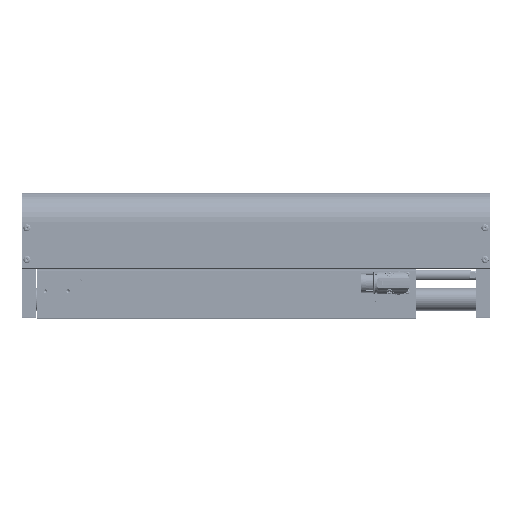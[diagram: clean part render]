
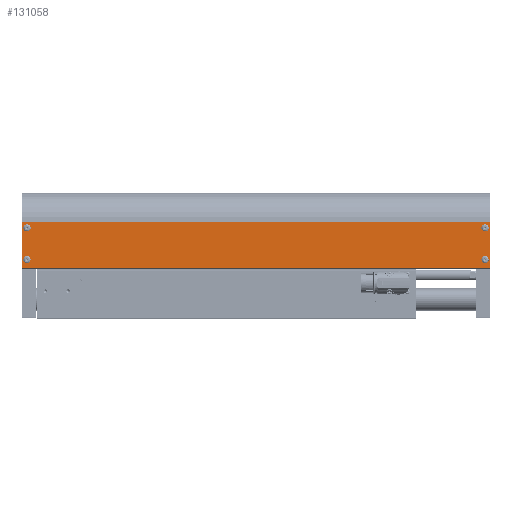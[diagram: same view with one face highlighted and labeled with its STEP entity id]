
A CAD part, top view. The second image highlights one B-rep face of the part: STEP entity #131058.
In plain terms, the highlighted face is planar.
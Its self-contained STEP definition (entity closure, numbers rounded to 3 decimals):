
#3975 = CARTESIAN_POINT ( 'NONE',  ( -32., 0., 517. ) ) ;
#6874 = ORIENTED_EDGE ( 'NONE', *, *, #68359, .F. ) ;
#22320 = FACE_BOUND ( 'NONE', #163923, .T. ) ;
#22748 = CIRCLE ( 'NONE', #82098, 2.4 ) ;
#23324 = FACE_BOUND ( 'NONE', #31397, .T. ) ;
#25949 = VERTEX_POINT ( 'NONE', #127308 ) ;
#26379 = DIRECTION ( 'NONE',  ( 1., 0., 0. ) ) ;
#28168 = EDGE_CURVE ( 'NONE', #101410, #101410, #87968, .T. ) ;
#30959 = DIRECTION ( 'NONE',  ( 0., -1., 0. ) ) ;
#31397 = EDGE_LOOP ( 'NONE', ( #110482 ) ) ;
#33244 = DIRECTION ( 'NONE',  ( -1., 0., 0. ) ) ;
#34034 = LINE ( 'NONE', #3975, #45045 ) ;
#35185 = DIRECTION ( 'NONE',  ( -1., 0., 0. ) ) ;
#36208 = CARTESIAN_POINT ( 'NONE',  ( -32., -42., 512. ) ) ;
#37924 = EDGE_LOOP ( 'NONE', ( #56245 ) ) ;
#39481 = VERTEX_POINT ( 'NONE', #95905 ) ;
#39801 = CARTESIAN_POINT ( 'NONE',  ( -32., 0., 517. ) ) ;
#43590 = DIRECTION ( 'NONE',  ( 0., 0., -1. ) ) ;
#44091 = EDGE_LOOP ( 'NONE', ( #54469 ) ) ;
#44917 = AXIS2_PLACEMENT_3D ( 'NONE', #175284, #33244, #78513 ) ;
#45045 = VECTOR ( 'NONE', #130359, 1000. ) ;
#53783 = ORIENTED_EDGE ( 'NONE', *, *, #94441, .T. ) ;
#54306 = FACE_BOUND ( 'NONE', #37924, .T. ) ;
#54469 = ORIENTED_EDGE ( 'NONE', *, *, #28168, .F. ) ;
#56245 = ORIENTED_EDGE ( 'NONE', *, *, #147315, .F. ) ;
#56654 = DIRECTION ( 'NONE',  ( 0., 0., 1. ) ) ;
#59465 = DIRECTION ( 'NONE',  ( 0., 1., 0. ) ) ;
#64779 = EDGE_CURVE ( 'NONE', #147086, #147086, #156533, .T. ) ;
#68359 = EDGE_CURVE ( 'NONE', #25949, #143488, #34034, .T. ) ;
#69715 = EDGE_LOOP ( 'NONE', ( #102682, #53783, #6874, #136813 ) ) ;
#76469 = VERTEX_POINT ( 'NONE', #108447 ) ;
#77321 = CARTESIAN_POINT ( 'NONE',  ( -32., -51.5, 517. ) ) ;
#77744 = CARTESIAN_POINT ( 'NONE',  ( -32., -51.5, 517. ) ) ;
#78371 = VECTOR ( 'NONE', #131252, 1000. ) ;
#78513 = DIRECTION ( 'NONE',  ( 0., 0., 1. ) ) ;
#82098 = AXIS2_PLACEMENT_3D ( 'NONE', #82368, #175744, #130044 ) ;
#82368 = CARTESIAN_POINT ( 'NONE',  ( -32., -42., 5. ) ) ;
#83515 = VERTEX_POINT ( 'NONE', #191504 ) ;
#87968 = CIRCLE ( 'NONE', #44917, 2.4 ) ;
#94441 = EDGE_CURVE ( 'NONE', #39481, #143488, #160370, .T. ) ;
#95905 = CARTESIAN_POINT ( 'NONE',  ( -32., -51.5, 0. ) ) ;
#98294 = CARTESIAN_POINT ( 'NONE',  ( -32., -42., 7.4 ) ) ;
#98363 = DIRECTION ( 'NONE',  ( 0., 0., 1. ) ) ;
#100431 = VECTOR ( 'NONE', #30959, 1000. ) ;
#101410 = VERTEX_POINT ( 'NONE', #129436 ) ;
#102382 = EDGE_CURVE ( 'NONE', #25949, #76469, #167033, .T. ) ;
#102682 = ORIENTED_EDGE ( 'NONE', *, *, #140170, .T. ) ;
#105778 = EDGE_CURVE ( 'NONE', #129418, #129418, #22748, .T. ) ;
#108447 = CARTESIAN_POINT ( 'NONE',  ( -32., 0., 0. ) ) ;
#109544 = ORIENTED_EDGE ( 'NONE', *, *, #105778, .F. ) ;
#110482 = ORIENTED_EDGE ( 'NONE', *, *, #64779, .F. ) ;
#127308 = CARTESIAN_POINT ( 'NONE',  ( -32., 0., 517. ) ) ;
#129418 = VERTEX_POINT ( 'NONE', #98294 ) ;
#129436 = CARTESIAN_POINT ( 'NONE',  ( -32., -7., 7.4 ) ) ;
#130044 = DIRECTION ( 'NONE',  ( 0., 0., 1. ) ) ;
#130359 = DIRECTION ( 'NONE',  ( 0., -1., 0. ) ) ;
#131058 = ADVANCED_FACE ( 'NONE', ( #22320, #54306, #180875, #23324, #186074 ), #138222, .F. ) ;
#131252 = DIRECTION ( 'NONE',  ( 0., 0., 1. ) ) ;
#134370 = CARTESIAN_POINT ( 'NONE',  ( -32., -7., 512. ) ) ;
#136813 = ORIENTED_EDGE ( 'NONE', *, *, #102382, .T. ) ;
#138222 = PLANE ( 'NONE',  #180447 ) ;
#140170 = EDGE_CURVE ( 'NONE', #76469, #39481, #205132, .T. ) ;
#143488 = VERTEX_POINT ( 'NONE', #77321 ) ;
#147086 = VERTEX_POINT ( 'NONE', #193829 ) ;
#147315 = EDGE_CURVE ( 'NONE', #83515, #83515, #157690, .T. ) ;
#154536 = CARTESIAN_POINT ( 'NONE',  ( -32., 0., 517. ) ) ;
#156533 = CIRCLE ( 'NONE', #189808, 2.4 ) ;
#157690 = CIRCLE ( 'NONE', #180992, 2.4 ) ;
#158421 = CARTESIAN_POINT ( 'NONE',  ( -32., 0., 0. ) ) ;
#160370 = LINE ( 'NONE', #77744, #78371 ) ;
#163923 = EDGE_LOOP ( 'NONE', ( #109544 ) ) ;
#167033 = LINE ( 'NONE', #154536, #198196 ) ;
#175284 = CARTESIAN_POINT ( 'NONE',  ( -32., -7., 5. ) ) ;
#175744 = DIRECTION ( 'NONE',  ( -1., 0., 0. ) ) ;
#180447 = AXIS2_PLACEMENT_3D ( 'NONE', #39801, #26379, #59465 ) ;
#180875 = FACE_OUTER_BOUND ( 'NONE', #69715, .T. ) ;
#180992 = AXIS2_PLACEMENT_3D ( 'NONE', #36208, #35185, #98363 ) ;
#186074 = FACE_BOUND ( 'NONE', #44091, .T. ) ;
#189808 = AXIS2_PLACEMENT_3D ( 'NONE', #134370, #196731, #56654 ) ;
#191504 = CARTESIAN_POINT ( 'NONE',  ( -32., -42., 514.4 ) ) ;
#193829 = CARTESIAN_POINT ( 'NONE',  ( -32., -7., 514.4 ) ) ;
#196731 = DIRECTION ( 'NONE',  ( -1., 0., 0. ) ) ;
#198196 = VECTOR ( 'NONE', #43590, 1000. ) ;
#205132 = LINE ( 'NONE', #158421, #100431 ) ;
